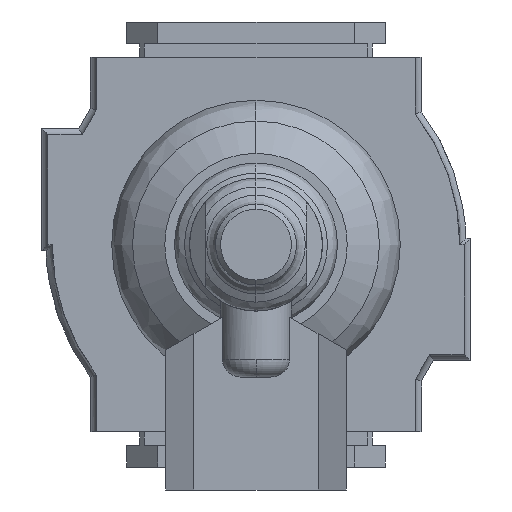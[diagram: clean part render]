
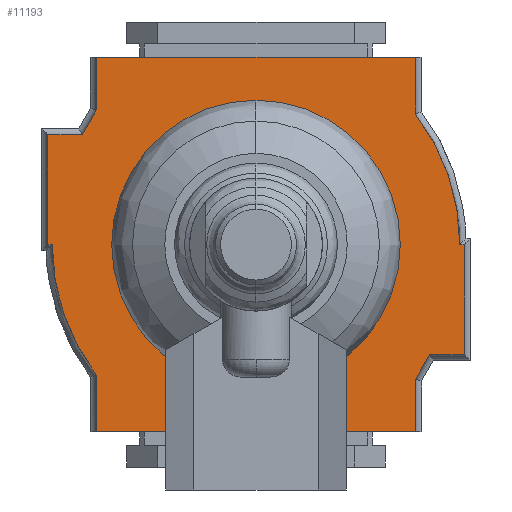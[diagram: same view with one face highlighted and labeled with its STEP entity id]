
A CAD part, front view. The second image highlights one B-rep face of the part: STEP entity #11193.
In plain terms, the highlighted face is planar.
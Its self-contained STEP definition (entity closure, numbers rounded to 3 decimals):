
#42 = DIRECTION ( 'NONE',  ( 0., -1., 0. ) ) ;
#76 = CARTESIAN_POINT ( 'NONE',  ( -18., 30.9, 14.731 ) ) ;
#199 = CARTESIAN_POINT ( 'NONE',  ( 23.5, 30.9, 0. ) ) ;
#314 = CARTESIAN_POINT ( 'NONE',  ( 23.5, 30.9, 0. ) ) ;
#547 = LINE ( 'NONE', #8158, #7403 ) ;
#627 = VECTOR ( 'NONE', #2842, 1000. ) ;
#707 = FACE_OUTER_BOUND ( 'NONE', #2789, .T. ) ;
#761 = VERTEX_POINT ( 'NONE', #1173 ) ;
#772 = ORIENTED_EDGE ( 'NONE', *, *, #6811, .F. ) ;
#787 = DIRECTION ( 'NONE',  ( -1., 0., 0. ) ) ;
#818 = DIRECTION ( 'NONE',  ( 0., -1., 0. ) ) ;
#955 = ORIENTED_EDGE ( 'NONE', *, *, #9519, .F. ) ;
#1115 = DIRECTION ( 'NONE',  ( 0., 0., 1. ) ) ;
#1173 = CARTESIAN_POINT ( 'NONE',  ( -19.6, 30.9, -12.4 ) ) ;
#1256 = DIRECTION ( 'NONE',  ( 1., 0., 0. ) ) ;
#1272 = CARTESIAN_POINT ( 'NONE',  ( 18., 30.9, 21.125 ) ) ;
#1384 = EDGE_CURVE ( 'NONE', #9546, #13821, #13514, .T. ) ;
#1426 = ORIENTED_EDGE ( 'NONE', *, *, #9910, .F. ) ;
#1614 = EDGE_CURVE ( 'NONE', #3185, #8954, #6368, .T. ) ;
#1639 = VECTOR ( 'NONE', #2395, 1000. ) ;
#1801 = CARTESIAN_POINT ( 'NONE',  ( -18., 30.9, -21.125 ) ) ;
#1872 = VECTOR ( 'NONE', #8579, 1000. ) ;
#2026 = PLANE ( 'NONE',  #9936 ) ;
#2039 = VECTOR ( 'NONE', #787, 1000. ) ;
#2127 = CARTESIAN_POINT ( 'NONE',  ( 23.5, 30.9, 12.4 ) ) ;
#2144 = DIRECTION ( 'NONE',  ( -1., 0., 0. ) ) ;
#2395 = DIRECTION ( 'NONE',  ( -1., 0., 0. ) ) ;
#2399 = CARTESIAN_POINT ( 'NONE',  ( 18., 30.9, 15.2 ) ) ;
#2465 = LINE ( 'NONE', #4569, #1639 ) ;
#2494 = VECTOR ( 'NONE', #1256, 1000. ) ;
#2541 = ORIENTED_EDGE ( 'NONE', *, *, #1384, .F. ) ;
#2553 = CARTESIAN_POINT ( 'NONE',  ( -18., 30.9, 21.125 ) ) ;
#2611 = EDGE_CURVE ( 'NONE', #9671, #6310, #6205, .T. ) ;
#2713 = VECTOR ( 'NONE', #13457, 1000. ) ;
#2789 = EDGE_LOOP ( 'NONE', ( #1426, #13282, #2541, #11689, #4155, #955, #13711, #4102, #6854, #3178, #11872, #4426, #8514, #772, #13713, #12774 ) ) ;
#2842 = DIRECTION ( 'NONE',  ( 0., 0., 1. ) ) ;
#2853 = AXIS2_PLACEMENT_3D ( 'NONE', #5090, #818, #10554 ) ;
#2858 = LINE ( 'NONE', #12476, #10593 ) ;
#3086 = VERTEX_POINT ( 'NONE', #13628 ) ;
#3159 = EDGE_CURVE ( 'NONE', #13821, #12613, #10744, .T. ) ;
#3178 = ORIENTED_EDGE ( 'NONE', *, *, #5886, .F. ) ;
#3185 = VERTEX_POINT ( 'NONE', #2127 ) ;
#3514 = CARTESIAN_POINT ( 'NONE',  ( 18., 30.9, 15.2 ) ) ;
#3620 = EDGE_CURVE ( 'NONE', #5674, #3086, #6555, .T. ) ;
#3778 = LINE ( 'NONE', #8042, #2713 ) ;
#4086 = CARTESIAN_POINT ( 'NONE',  ( 19.6, 30.9, 12.4 ) ) ;
#4102 = ORIENTED_EDGE ( 'NONE', *, *, #3620, .F. ) ;
#4155 = ORIENTED_EDGE ( 'NONE', *, *, #11117, .F. ) ;
#4225 = CARTESIAN_POINT ( 'NONE',  ( 19.6, 30.9, 12.4 ) ) ;
#4288 = LINE ( 'NONE', #12634, #7631 ) ;
#4298 = CARTESIAN_POINT ( 'NONE',  ( -23.5, 30.9, 0. ) ) ;
#4391 = CARTESIAN_POINT ( 'NONE',  ( -23.5, 30.9, 0. ) ) ;
#4426 = ORIENTED_EDGE ( 'NONE', *, *, #2611, .F. ) ;
#4569 = CARTESIAN_POINT ( 'NONE',  ( -23., 30.9, 0. ) ) ;
#4571 = CARTESIAN_POINT ( 'NONE',  ( 23., 30.9, 0. ) ) ;
#4809 = CARTESIAN_POINT ( 'NONE',  ( -23., 30.9, 0. ) ) ;
#4997 = LINE ( 'NONE', #4086, #13398 ) ;
#5024 = DIRECTION ( 'NONE',  ( 1., 0., 0. ) ) ;
#5090 = CARTESIAN_POINT ( 'NONE',  ( 1.2, 30.9, 0. ) ) ;
#5210 = DIRECTION ( 'NONE',  ( -0.496, 0., 0.868 ) ) ;
#5273 = DIRECTION ( 'NONE',  ( 0.496, 0., -0.868 ) ) ;
#5349 = DIRECTION ( 'NONE',  ( 0., 0., -1. ) ) ;
#5446 = CARTESIAN_POINT ( 'NONE',  ( 18., 30.9, -14.731 ) ) ;
#5674 = VERTEX_POINT ( 'NONE', #4391 ) ;
#5886 = EDGE_CURVE ( 'NONE', #12139, #9270, #10239, .T. ) ;
#6205 = LINE ( 'NONE', #11227, #2039 ) ;
#6308 = LINE ( 'NONE', #1801, #9015 ) ;
#6310 = VERTEX_POINT ( 'NONE', #2553 ) ;
#6368 = LINE ( 'NONE', #8509, #13641 ) ;
#6400 = CARTESIAN_POINT ( 'NONE',  ( 18., 30.9, -21.125 ) ) ;
#6526 = CARTESIAN_POINT ( 'NONE',  ( -23.5, 30.9, -12.4 ) ) ;
#6555 = LINE ( 'NONE', #4298, #13458 ) ;
#6811 = EDGE_CURVE ( 'NONE', #8954, #12576, #4997, .T. ) ;
#6813 = LINE ( 'NONE', #6526, #2494 ) ;
#6854 = ORIENTED_EDGE ( 'NONE', *, *, #11909, .F. ) ;
#7403 = VECTOR ( 'NONE', #10067, 1000. ) ;
#7631 = VECTOR ( 'NONE', #5273, 1000. ) ;
#7700 = CARTESIAN_POINT ( 'NONE',  ( -18., 30.9, -15.2 ) ) ;
#8042 = CARTESIAN_POINT ( 'NONE',  ( 23., 30.9, 0. ) ) ;
#8158 = CARTESIAN_POINT ( 'NONE',  ( -18., 30.9, 21.125 ) ) ;
#8509 = CARTESIAN_POINT ( 'NONE',  ( 23.5, 30.9, 12.4 ) ) ;
#8514 = ORIENTED_EDGE ( 'NONE', *, *, #9341, .F. ) ;
#8579 = DIRECTION ( 'NONE',  ( 0., 0., 1. ) ) ;
#8800 = EDGE_CURVE ( 'NONE', #6310, #12139, #547, .T. ) ;
#8954 = VERTEX_POINT ( 'NONE', #4225 ) ;
#9015 = VECTOR ( 'NONE', #5024, 1000. ) ;
#9270 = VERTEX_POINT ( 'NONE', #4809 ) ;
#9341 = EDGE_CURVE ( 'NONE', #12576, #9671, #13196, .T. ) ;
#9519 = EDGE_CURVE ( 'NONE', #761, #9688, #4288, .T. ) ;
#9546 = VERTEX_POINT ( 'NONE', #6400 ) ;
#9671 = VERTEX_POINT ( 'NONE', #1272 ) ;
#9688 = VERTEX_POINT ( 'NONE', #7700 ) ;
#9910 = EDGE_CURVE ( 'NONE', #12613, #12583, #3778, .T. ) ;
#9936 = AXIS2_PLACEMENT_3D ( 'NONE', #11756, #10779, #1115 ) ;
#10042 = DIRECTION ( 'NONE',  ( 0., 0., 1. ) ) ;
#10067 = DIRECTION ( 'NONE',  ( 0., 0., -1. ) ) ;
#10141 = EDGE_CURVE ( 'NONE', #3086, #761, #6813, .T. ) ;
#10239 = CIRCLE ( 'NONE', #2853, 24.2 ) ;
#10554 = DIRECTION ( 'NONE',  ( -1., 0., 0. ) ) ;
#10593 = VECTOR ( 'NONE', #11696, 1000. ) ;
#10744 = CIRCLE ( 'NONE', #11205, 24.2 ) ;
#10779 = DIRECTION ( 'NONE',  ( 0., 1., 0. ) ) ;
#11117 = EDGE_CURVE ( 'NONE', #9688, #13482, #2858, .T. ) ;
#11193 = ADVANCED_FACE ( 'NONE', ( #707 ), #2026, .T. ) ;
#11195 = EDGE_CURVE ( 'NONE', #12583, #3185, #12804, .T. ) ;
#11205 = AXIS2_PLACEMENT_3D ( 'NONE', #11729, #42, #12978 ) ;
#11227 = CARTESIAN_POINT ( 'NONE',  ( 18., 30.9, 21.125 ) ) ;
#11337 = EDGE_CURVE ( 'NONE', #13482, #9546, #6308, .T. ) ;
#11341 = CARTESIAN_POINT ( 'NONE',  ( 18., 30.9, -21.125 ) ) ;
#11689 = ORIENTED_EDGE ( 'NONE', *, *, #11337, .F. ) ;
#11696 = DIRECTION ( 'NONE',  ( 0., 0., -1. ) ) ;
#11729 = CARTESIAN_POINT ( 'NONE',  ( -1.2, 30.9, 0. ) ) ;
#11756 = CARTESIAN_POINT ( 'NONE',  ( 0., 30.9, 0. ) ) ;
#11872 = ORIENTED_EDGE ( 'NONE', *, *, #8800, .F. ) ;
#11909 = EDGE_CURVE ( 'NONE', #9270, #5674, #2465, .T. ) ;
#12139 = VERTEX_POINT ( 'NONE', #76 ) ;
#12476 = CARTESIAN_POINT ( 'NONE',  ( -18., 30.9, -15.2 ) ) ;
#12557 = VECTOR ( 'NONE', #10042, 1000. ) ;
#12576 = VERTEX_POINT ( 'NONE', #2399 ) ;
#12583 = VERTEX_POINT ( 'NONE', #314 ) ;
#12613 = VERTEX_POINT ( 'NONE', #4571 ) ;
#12634 = CARTESIAN_POINT ( 'NONE',  ( -19.6, 30.9, -12.4 ) ) ;
#12774 = ORIENTED_EDGE ( 'NONE', *, *, #11195, .F. ) ;
#12804 = LINE ( 'NONE', #199, #1872 ) ;
#12959 = CARTESIAN_POINT ( 'NONE',  ( -18., 30.9, -21.125 ) ) ;
#12978 = DIRECTION ( 'NONE',  ( 1., 0., 0. ) ) ;
#13196 = LINE ( 'NONE', #3514, #12557 ) ;
#13282 = ORIENTED_EDGE ( 'NONE', *, *, #3159, .F. ) ;
#13398 = VECTOR ( 'NONE', #5210, 1000. ) ;
#13457 = DIRECTION ( 'NONE',  ( 1., 0., 0. ) ) ;
#13458 = VECTOR ( 'NONE', #5349, 1000. ) ;
#13482 = VERTEX_POINT ( 'NONE', #12959 ) ;
#13514 = LINE ( 'NONE', #11341, #627 ) ;
#13628 = CARTESIAN_POINT ( 'NONE',  ( -23.5, 30.9, -12.4 ) ) ;
#13641 = VECTOR ( 'NONE', #2144, 1000. ) ;
#13711 = ORIENTED_EDGE ( 'NONE', *, *, #10141, .F. ) ;
#13713 = ORIENTED_EDGE ( 'NONE', *, *, #1614, .F. ) ;
#13821 = VERTEX_POINT ( 'NONE', #5446 ) ;
